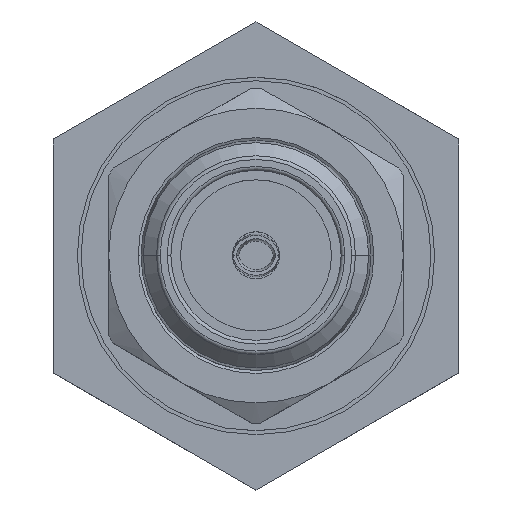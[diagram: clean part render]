
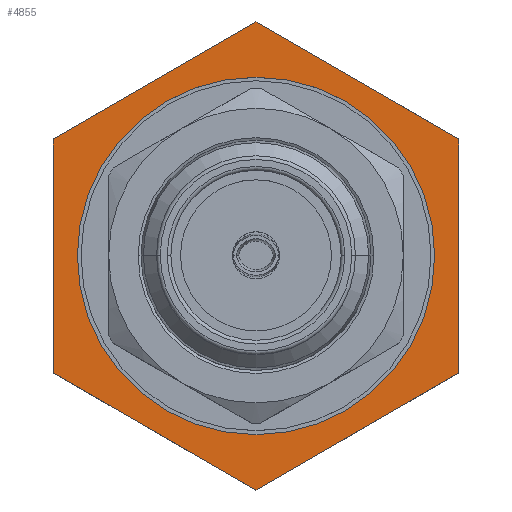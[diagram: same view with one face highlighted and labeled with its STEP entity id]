
A CAD part, top view. The second image highlights one B-rep face of the part: STEP entity #4855.
In plain terms, the highlighted planar face has unit normal (0, 0, 1).
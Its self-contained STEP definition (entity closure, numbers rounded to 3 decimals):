
#154 = EDGE_LOOP ( 'NONE', ( #2379, #2314, #8329, #2373, #1430, #2534 ) ) ;
#212 = VERTEX_POINT ( 'NONE', #2930 ) ;
#222 = VECTOR ( 'NONE', #6379, 1000. ) ;
#257 = DIRECTION ( 'NONE',  ( 1., 0., 0. ) ) ;
#356 = EDGE_CURVE ( 'NONE', #212, #6275, #1555, .T. ) ;
#472 = DIRECTION ( 'NONE',  ( 0., 1., 0. ) ) ;
#639 = CIRCLE ( 'NONE', #4676, 4.85 ) ;
#657 = CARTESIAN_POINT ( 'NONE',  ( 0., 0., -11. ) ) ;
#820 = VERTEX_POINT ( 'NONE', #5420 ) ;
#1037 = CARTESIAN_POINT ( 'NONE',  ( -5.5, 3.175, -11. ) ) ;
#1317 = DIRECTION ( 'NONE',  ( 1., 0., 0. ) ) ;
#1420 = EDGE_CURVE ( 'NONE', #7989, #4052, #1516, .T. ) ;
#1430 = ORIENTED_EDGE ( 'NONE', *, *, #356, .F. ) ;
#1516 = LINE ( 'NONE', #3763, #6444 ) ;
#1555 = LINE ( 'NONE', #8143, #4791 ) ;
#1811 = LINE ( 'NONE', #2474, #5266 ) ;
#1863 = CARTESIAN_POINT ( 'NONE',  ( 0.65, 5.976, -11. ) ) ;
#1916 = EDGE_CURVE ( 'NONE', #8147, #212, #7679, .T. ) ;
#1991 = CARTESIAN_POINT ( 'NONE',  ( 0., -6.351, -11. ) ) ;
#1998 = EDGE_CURVE ( 'NONE', #4052, #8147, #5171, .T. ) ;
#2300 = VECTOR ( 'NONE', #472, 1000. ) ;
#2314 = ORIENTED_EDGE ( 'NONE', *, *, #1420, .F. ) ;
#2360 = VERTEX_POINT ( 'NONE', #7994 ) ;
#2373 = ORIENTED_EDGE ( 'NONE', *, *, #8032, .F. ) ;
#2379 = ORIENTED_EDGE ( 'NONE', *, *, #1998, .F. ) ;
#2474 = CARTESIAN_POINT ( 'NONE',  ( -4.85, -3.551, -11. ) ) ;
#2534 = ORIENTED_EDGE ( 'NONE', *, *, #1916, .F. ) ;
#2537 = VECTOR ( 'NONE', #4343, 1000. ) ;
#2559 = EDGE_CURVE ( 'NONE', #820, #7989, #7248, .T. ) ;
#2930 = CARTESIAN_POINT ( 'NONE',  ( 5.5, -3.175, -11. ) ) ;
#3050 = DIRECTION ( 'NONE',  ( -0.866, -0.5, 0. ) ) ;
#3164 = EDGE_LOOP ( 'NONE', ( #7408, #4683 ) ) ;
#3486 = DIRECTION ( 'NONE',  ( 0., 0., -1. ) ) ;
#3763 = CARTESIAN_POINT ( 'NONE',  ( -0.65, 5.976, -11. ) ) ;
#4052 = VERTEX_POINT ( 'NONE', #7585 ) ;
#4106 = DIRECTION ( 'NONE',  ( 0., 0., 1. ) ) ;
#4194 = AXIS2_PLACEMENT_3D ( 'NONE', #7349, #3486, #8004 ) ;
#4343 = DIRECTION ( 'NONE',  ( 0., -1., 0. ) ) ;
#4676 = AXIS2_PLACEMENT_3D ( 'NONE', #7986, #4106, #257 ) ;
#4683 = ORIENTED_EDGE ( 'NONE', *, *, #7242, .F. ) ;
#4771 = PLANE ( 'NONE',  #4194 ) ;
#4791 = VECTOR ( 'NONE', #3050, 1000. ) ;
#4855 = ADVANCED_FACE ( 'NONE', ( #7350, #7549 ), #4771, .F. ) ;
#5171 = LINE ( 'NONE', #1863, #222 ) ;
#5191 = DIRECTION ( 'NONE',  ( 0., 0., 1. ) ) ;
#5266 = VECTOR ( 'NONE', #7500, 1000. ) ;
#5420 = CARTESIAN_POINT ( 'NONE',  ( -5.5, -3.175, -11. ) ) ;
#5478 = VERTEX_POINT ( 'NONE', #7660 ) ;
#6275 = VERTEX_POINT ( 'NONE', #1991 ) ;
#6295 = CARTESIAN_POINT ( 'NONE',  ( 5.5, 4.85, -11. ) ) ;
#6379 = DIRECTION ( 'NONE',  ( 0.866, -0.5, 0. ) ) ;
#6444 = VECTOR ( 'NONE', #8292, 1000. ) ;
#6476 = CARTESIAN_POINT ( 'NONE',  ( 5.5, 3.175, -11. ) ) ;
#6829 = EDGE_CURVE ( 'NONE', #2360, #5478, #639, .T. ) ;
#6909 = CARTESIAN_POINT ( 'NONE',  ( -5.5, 4.85, -11. ) ) ;
#6984 = CIRCLE ( 'NONE', #7372, 4.85 ) ;
#7242 = EDGE_CURVE ( 'NONE', #5478, #2360, #6984, .T. ) ;
#7248 = LINE ( 'NONE', #6909, #2300 ) ;
#7349 = CARTESIAN_POINT ( 'NONE',  ( 0., 4.85, -11. ) ) ;
#7350 = FACE_BOUND ( 'NONE', #3164, .T. ) ;
#7372 = AXIS2_PLACEMENT_3D ( 'NONE', #657, #5191, #1317 ) ;
#7408 = ORIENTED_EDGE ( 'NONE', *, *, #6829, .F. ) ;
#7500 = DIRECTION ( 'NONE',  ( -0.866, 0.5, 0. ) ) ;
#7549 = FACE_OUTER_BOUND ( 'NONE', #154, .T. ) ;
#7585 = CARTESIAN_POINT ( 'NONE',  ( 0., 6.351, -11. ) ) ;
#7660 = CARTESIAN_POINT ( 'NONE',  ( -4.85, 0., -11. ) ) ;
#7679 = LINE ( 'NONE', #6295, #2537 ) ;
#7986 = CARTESIAN_POINT ( 'NONE',  ( 0., 0., -11. ) ) ;
#7989 = VERTEX_POINT ( 'NONE', #1037 ) ;
#7994 = CARTESIAN_POINT ( 'NONE',  ( 4.85, 0., -11. ) ) ;
#8004 = DIRECTION ( 'NONE',  ( -1., 0., 0. ) ) ;
#8032 = EDGE_CURVE ( 'NONE', #6275, #820, #1811, .T. ) ;
#8143 = CARTESIAN_POINT ( 'NONE',  ( 4.85, -3.551, -11. ) ) ;
#8147 = VERTEX_POINT ( 'NONE', #6476 ) ;
#8292 = DIRECTION ( 'NONE',  ( 0.866, 0.5, 0. ) ) ;
#8329 = ORIENTED_EDGE ( 'NONE', *, *, #2559, .F. ) ;
